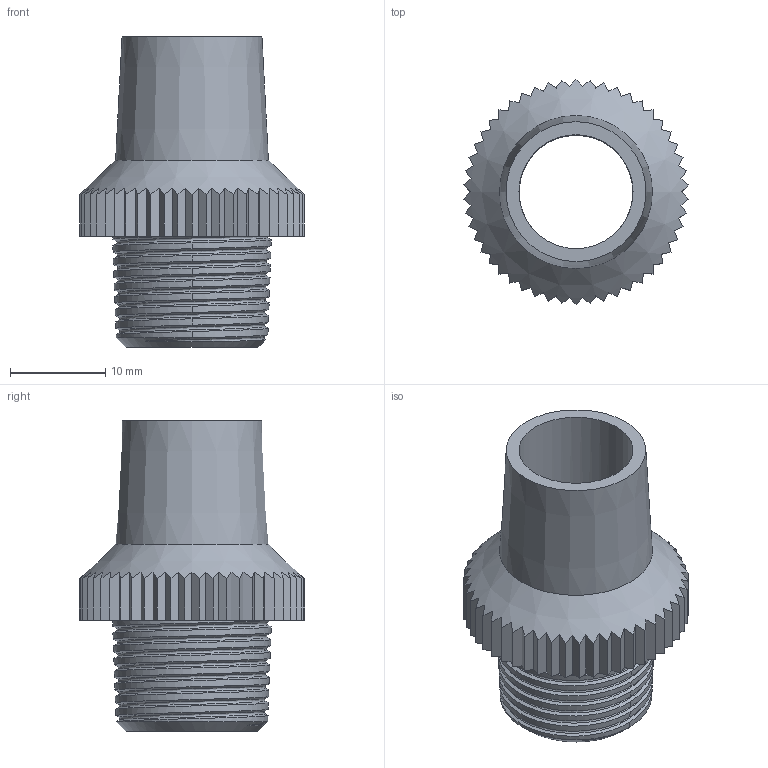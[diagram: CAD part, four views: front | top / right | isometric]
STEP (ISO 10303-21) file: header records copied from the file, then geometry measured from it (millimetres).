
FILE_DESCRIPTION( ( '' ), ' ' );
FILE_NAME( '5e72bd9e32a09715c454cb82.step', '2020-03-19T00:32:31', ( '' ), ( '' ), ' ', ' ', ' ' );
FILE_SCHEMA( ( 'AUTOMOTIVE_DESIGN { 1 0 10303 214 1 1 1 1 }' ) );
Length unit declared in the file: metre
Products named in the file (1): 15 mm adapter
Bounding box: 23.64 x 23.68 x 32.7 mm (x, y, z)
Volume: 4010.2 mm3; surface area: 3730.9 mm2
Topology: 1 solids, 1 shells, 130 faces, 384 edges, 257 vertices
Faces by surface type: plane 103, cone 21, bspline 4, cylinder 2
Full cylindrical faces by diameter (mm): 11.956 x1, 12 x1
Entity records: 13125 total; most frequent: CARTESIAN_POINT 8940, ORIENTED_EDGE 748, DIRECTION 489, EDGE_CURVE 374, VERTEX_POINT 253, LINE 217, VECTOR 217, B_SPLINE_CURVE_WITH_KNOTS 146
